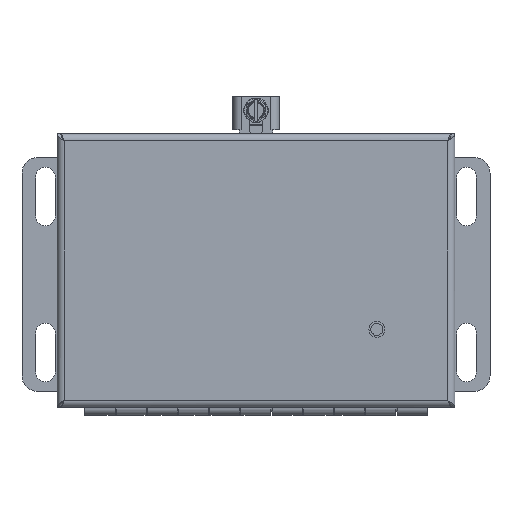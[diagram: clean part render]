
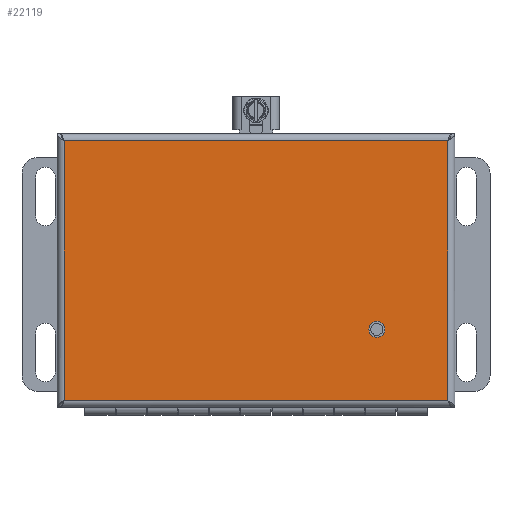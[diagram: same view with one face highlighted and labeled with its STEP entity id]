
A CAD part, top view. The second image highlights one B-rep face of the part: STEP entity #22119.
In plain terms, the highlighted planar face has unit normal (0, 0, 1).
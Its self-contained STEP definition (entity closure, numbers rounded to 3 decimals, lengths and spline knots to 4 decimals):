
#376 = ORIENTED_EDGE ( 'NONE', *, *, #23954, .T. ) ;
#656 = CARTESIAN_POINT ( 'NONE',  ( 6.138, 4.138, 3.185 ) ) ;
#1101 = VERTEX_POINT ( 'NONE', #656 ) ;
#1221 = DIRECTION ( 'NONE',  ( 1., 0., 0. ) ) ;
#2129 = AXIS2_PLACEMENT_3D ( 'NONE', #37841, #40490, #3934 ) ;
#3934 = DIRECTION ( 'NONE',  ( 1., 0., 0. ) ) ;
#4556 = ORIENTED_EDGE ( 'NONE', *, *, #15535, .T. ) ;
#5937 = DIRECTION ( 'NONE',  ( 0., -1., 0. ) ) ;
#7226 = CARTESIAN_POINT ( 'NONE',  ( 6.25, -0.023, 3.185 ) ) ;
#10075 = ORIENTED_EDGE ( 'NONE', *, *, #32090, .T. ) ;
#10751 = LINE ( 'NONE', #40093, #19101 ) ;
#10840 = AXIS2_PLACEMENT_3D ( 'NONE', #45269, #19772, #1221 ) ;
#12901 = CARTESIAN_POINT ( 'NONE',  ( -0.013, -0.023, 3.185 ) ) ;
#12908 = CIRCLE ( 'NONE', #2129, 0.0966 ) ;
#14848 = DIRECTION ( 'NONE',  ( -1., 0., 0. ) ) ;
#15535 = EDGE_CURVE ( 'NONE', #17125, #20915, #39265, .T. ) ;
#17125 = VERTEX_POINT ( 'NONE', #12901 ) ;
#18102 = DIRECTION ( 'NONE',  ( 1., 0., 0. ) ) ;
#18797 = VECTOR ( 'NONE', #18102, 39.3701 ) ;
#19101 = VECTOR ( 'NONE', #14848, 39.3701 ) ;
#19772 = DIRECTION ( 'NONE',  ( 0., 0., 1. ) ) ;
#20085 = EDGE_LOOP ( 'NONE', ( #10075, #40584, #4556, #24206 ) ) ;
#20174 = LINE ( 'NONE', #34828, #31331 ) ;
#20915 = VERTEX_POINT ( 'NONE', #21233 ) ;
#21233 = CARTESIAN_POINT ( 'NONE',  ( 6.138, -0.023, 3.185 ) ) ;
#22119 = ADVANCED_FACE ( 'NONE', ( #45734, #30133 ), #23149, .T. ) ;
#22719 = EDGE_CURVE ( 'NONE', #20915, #1101, #23231, .T. ) ;
#23149 = PLANE ( 'NONE',  #10840 ) ;
#23231 = LINE ( 'NONE', #44874, #36987 ) ;
#23954 = EDGE_CURVE ( 'NONE', #31840, #31840, #12908, .T. ) ;
#24206 = ORIENTED_EDGE ( 'NONE', *, *, #22719, .T. ) ;
#25922 = EDGE_CURVE ( 'NONE', #30855, #17125, #20174, .T. ) ;
#26852 = DIRECTION ( 'NONE',  ( 0., 1., 0. ) ) ;
#28955 = CARTESIAN_POINT ( 'NONE',  ( 5.0966, 1.115, 3.185 ) ) ;
#30133 = FACE_OUTER_BOUND ( 'NONE', #20085, .T. ) ;
#30855 = VERTEX_POINT ( 'NONE', #31353 ) ;
#31331 = VECTOR ( 'NONE', #5937, 39.3701 ) ;
#31353 = CARTESIAN_POINT ( 'NONE',  ( -0.013, 4.138, 3.185 ) ) ;
#31840 = VERTEX_POINT ( 'NONE', #28955 ) ;
#32090 = EDGE_CURVE ( 'NONE', #1101, #30855, #10751, .T. ) ;
#34828 = CARTESIAN_POINT ( 'NONE',  ( -0.013, 4.25, 3.185 ) ) ;
#36987 = VECTOR ( 'NONE', #26852, 39.3701 ) ;
#37322 = EDGE_LOOP ( 'NONE', ( #376 ) ) ;
#37841 = CARTESIAN_POINT ( 'NONE',  ( 5., 1.115, 3.185 ) ) ;
#39265 = LINE ( 'NONE', #7226, #18797 ) ;
#40093 = CARTESIAN_POINT ( 'NONE',  ( 6.25, 4.138, 3.185 ) ) ;
#40490 = DIRECTION ( 'NONE',  ( 0., 0., -1. ) ) ;
#40584 = ORIENTED_EDGE ( 'NONE', *, *, #25922, .T. ) ;
#44874 = CARTESIAN_POINT ( 'NONE',  ( 6.138, 4.25, 3.185 ) ) ;
#45269 = CARTESIAN_POINT ( 'NONE',  ( 6.25, 4.25, 3.185 ) ) ;
#45734 = FACE_BOUND ( 'NONE', #37322, .T. ) ;
